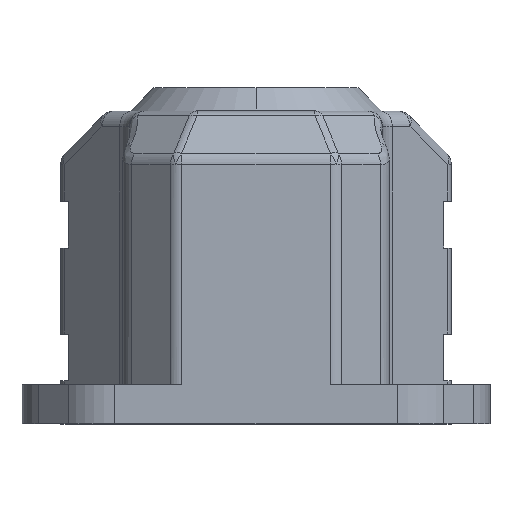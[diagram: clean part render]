
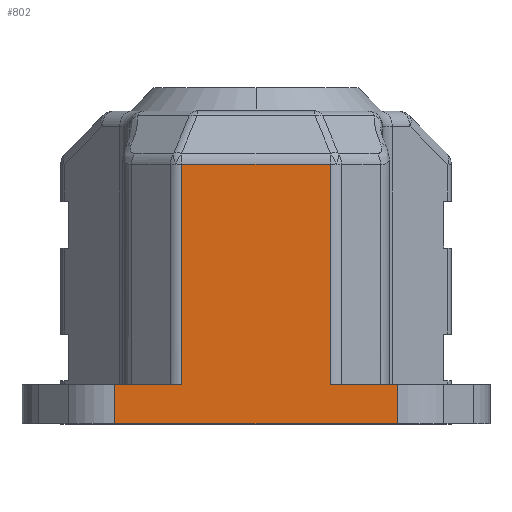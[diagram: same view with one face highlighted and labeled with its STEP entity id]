
A CAD part, top view. The second image highlights one B-rep face of the part: STEP entity #802.
In plain terms, the highlighted planar face has unit normal (0, 0, 1).
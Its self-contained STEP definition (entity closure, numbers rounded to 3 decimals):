
#9 = DIRECTION ( 'NONE',  ( 0., 1., 0. ) ) ;
#21 = EDGE_CURVE ( 'NONE', #4338, #3399, #2524, .T. ) ;
#36 = CARTESIAN_POINT ( 'NONE',  ( -9.028, 2.5, 12.5 ) ) ;
#192 = EDGE_CURVE ( 'NONE', #2232, #3631, #771, .T. ) ;
#299 = EDGE_CURVE ( 'NONE', #3631, #2091, #2161, .T. ) ;
#348 = CARTESIAN_POINT ( 'NONE',  ( -4.763, 2.5, 12.5 ) ) ;
#418 = ORIENTED_EDGE ( 'NONE', *, *, #192, .F. ) ;
#483 = CARTESIAN_POINT ( 'NONE',  ( -4.763, 20., 12.5 ) ) ;
#579 = LINE ( 'NONE', #611, #1540 ) ;
#605 = CARTESIAN_POINT ( 'NONE',  ( 9.028, 2.5, 12.5 ) ) ;
#611 = CARTESIAN_POINT ( 'NONE',  ( 5.178, 0., 12.5 ) ) ;
#771 = LINE ( 'NONE', #605, #4227 ) ;
#802 = ADVANCED_FACE ( 'NONE', ( #3919 ), #1675, .F. ) ;
#848 = DIRECTION ( 'NONE',  ( 0., -1., 0. ) ) ;
#851 = CARTESIAN_POINT ( 'NONE',  ( 9.028, 2.5, 12.5 ) ) ;
#869 = DIRECTION ( 'NONE',  ( -1., 0., 0. ) ) ;
#889 = VECTOR ( 'NONE', #1431, 1000. ) ;
#923 = CARTESIAN_POINT ( 'NONE',  ( -4.763, 16.586, 12.5 ) ) ;
#1256 = DIRECTION ( 'NONE',  ( 0., -1., 0. ) ) ;
#1286 = CARTESIAN_POINT ( 'NONE',  ( 9.028, 2.5, 12.5 ) ) ;
#1340 = EDGE_CURVE ( 'NONE', #3399, #2091, #579, .T. ) ;
#1431 = DIRECTION ( 'NONE',  ( 0., -1., 0. ) ) ;
#1444 = DIRECTION ( 'NONE',  ( 1., 0., 0. ) ) ;
#1540 = VECTOR ( 'NONE', #1444, 1000. ) ;
#1566 = CARTESIAN_POINT ( 'NONE',  ( 4.763, 2.5, 12.5 ) ) ;
#1675 = PLANE ( 'NONE',  #2425 ) ;
#1680 = ORIENTED_EDGE ( 'NONE', *, *, #299, .F. ) ;
#1690 = CARTESIAN_POINT ( 'NONE',  ( -9.028, 2.5, 12.5 ) ) ;
#1780 = LINE ( 'NONE', #923, #3001 ) ;
#1904 = VECTOR ( 'NONE', #9, 1000. ) ;
#1975 = LINE ( 'NONE', #1286, #2758 ) ;
#2043 = VERTEX_POINT ( 'NONE', #348 ) ;
#2091 = VERTEX_POINT ( 'NONE', #3853 ) ;
#2161 = LINE ( 'NONE', #3765, #889 ) ;
#2232 = VERTEX_POINT ( 'NONE', #1566 ) ;
#2240 = EDGE_CURVE ( 'NONE', #2232, #4174, #5013, .T. ) ;
#2356 = EDGE_CURVE ( 'NONE', #4118, #2043, #4100, .T. ) ;
#2425 = AXIS2_PLACEMENT_3D ( 'NONE', #4393, #4344, #4791 ) ;
#2480 = CARTESIAN_POINT ( 'NONE',  ( 4.763, 16.586, 12.5 ) ) ;
#2524 = LINE ( 'NONE', #1690, #3451 ) ;
#2584 = ORIENTED_EDGE ( 'NONE', *, *, #4871, .F. ) ;
#2606 = CARTESIAN_POINT ( 'NONE',  ( -9.028, 0., 12.5 ) ) ;
#2758 = VECTOR ( 'NONE', #3999, 1000. ) ;
#2793 = EDGE_CURVE ( 'NONE', #4174, #4118, #1780, .T. ) ;
#2886 = ORIENTED_EDGE ( 'NONE', *, *, #1340, .T. ) ;
#3001 = VECTOR ( 'NONE', #869, 1000. ) ;
#3399 = VERTEX_POINT ( 'NONE', #2606 ) ;
#3451 = VECTOR ( 'NONE', #848, 1000. ) ;
#3631 = VERTEX_POINT ( 'NONE', #851 ) ;
#3720 = CARTESIAN_POINT ( 'NONE',  ( -4.763, 16.586, 12.5 ) ) ;
#3765 = CARTESIAN_POINT ( 'NONE',  ( 9.028, 2.5, 12.5 ) ) ;
#3853 = CARTESIAN_POINT ( 'NONE',  ( 9.028, 0., 12.5 ) ) ;
#3919 = FACE_OUTER_BOUND ( 'NONE', #4062, .T. ) ;
#3999 = DIRECTION ( 'NONE',  ( 1., 0., 0. ) ) ;
#4062 = EDGE_LOOP ( 'NONE', ( #4340, #4689, #4577, #2584, #4694, #2886, #1680, #418 ) ) ;
#4086 = DIRECTION ( 'NONE',  ( 1., 0., 0. ) ) ;
#4100 = LINE ( 'NONE', #483, #4702 ) ;
#4118 = VERTEX_POINT ( 'NONE', #3720 ) ;
#4174 = VERTEX_POINT ( 'NONE', #2480 ) ;
#4227 = VECTOR ( 'NONE', #4086, 1000. ) ;
#4338 = VERTEX_POINT ( 'NONE', #36 ) ;
#4340 = ORIENTED_EDGE ( 'NONE', *, *, #2240, .T. ) ;
#4344 = DIRECTION ( 'NONE',  ( 0., 0., -1. ) ) ;
#4393 = CARTESIAN_POINT ( 'NONE',  ( 5.178, 20., 12.5 ) ) ;
#4577 = ORIENTED_EDGE ( 'NONE', *, *, #2356, .T. ) ;
#4689 = ORIENTED_EDGE ( 'NONE', *, *, #2793, .T. ) ;
#4694 = ORIENTED_EDGE ( 'NONE', *, *, #21, .T. ) ;
#4702 = VECTOR ( 'NONE', #1256, 1000. ) ;
#4718 = CARTESIAN_POINT ( 'NONE',  ( 4.763, 20., 12.5 ) ) ;
#4791 = DIRECTION ( 'NONE',  ( -1., 0., 0. ) ) ;
#4871 = EDGE_CURVE ( 'NONE', #4338, #2043, #1975, .T. ) ;
#5013 = LINE ( 'NONE', #4718, #1904 ) ;
